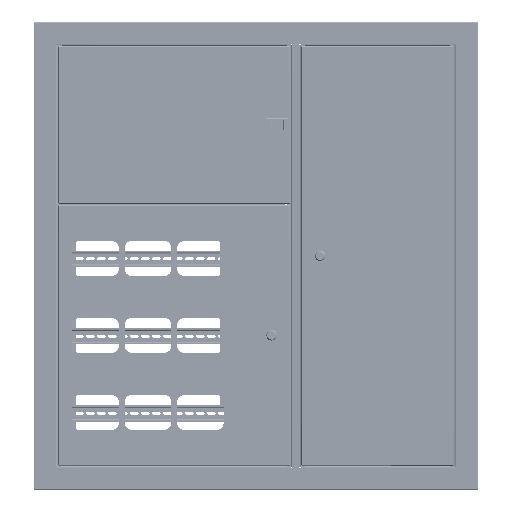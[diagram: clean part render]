
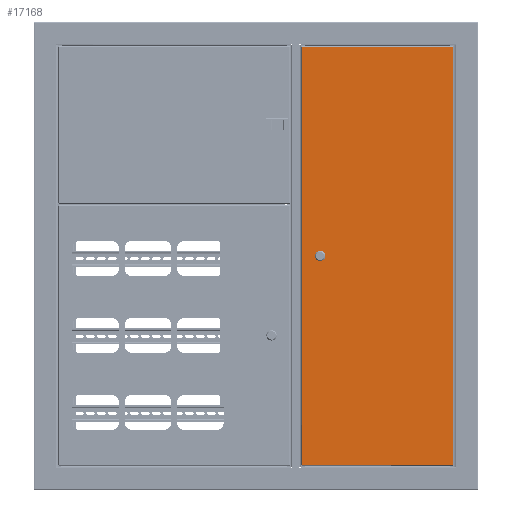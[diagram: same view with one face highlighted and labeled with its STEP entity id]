
A CAD part, top view. The second image highlights one B-rep face of the part: STEP entity #17168.
In plain terms, the highlighted planar face has unit normal (0, 0, 1).
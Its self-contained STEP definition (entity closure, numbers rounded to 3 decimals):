
#253 = CARTESIAN_POINT ( 'NONE',  ( 894.7, 0., 0. ) ) ;
#308 = CARTESIAN_POINT ( 'NONE',  ( 448.2, 40., 0. ) ) ;
#3315 = DIRECTION ( 'NONE',  ( 0., 0., 1. ) ) ;
#4419 = CARTESIAN_POINT ( 'NONE',  ( 0., 325.7, 0. ) ) ;
#4786 = CARTESIAN_POINT ( 'NONE',  ( 1.7, 1.7, 0. ) ) ;
#5904 = VERTEX_POINT ( 'NONE', #43389 ) ;
#6468 = ORIENTED_EDGE ( 'NONE', *, *, #55217, .T. ) ;
#6662 = LINE ( 'NONE', #17013, #58545 ) ;
#7240 = ORIENTED_EDGE ( 'NONE', *, *, #71412, .F. ) ;
#7313 = EDGE_LOOP ( 'NONE', ( #44935, #16035, #38160, #6468 ) ) ;
#10009 = CARTESIAN_POINT ( 'NONE',  ( 451.849, 31.5, 0. ) ) ;
#10031 = DIRECTION ( 'NONE',  ( 0., 0., 1. ) ) ;
#10781 = VERTEX_POINT ( 'NONE', #20957 ) ;
#10970 = DIRECTION ( 'NONE',  ( 0., 0., -1. ) ) ;
#11357 = FACE_OUTER_BOUND ( 'NONE', #7313, .T. ) ;
#11792 = AXIS2_PLACEMENT_3D ( 'NONE', #50978, #3315, #37572 ) ;
#12558 = LINE ( 'NONE', #253, #44328 ) ;
#12799 = AXIS2_PLACEMENT_3D ( 'NONE', #56180, #10031, #49662 ) ;
#13028 = VERTEX_POINT ( 'NONE', #74593 ) ;
#13152 = VERTEX_POINT ( 'NONE', #75726 ) ;
#14637 = VERTEX_POINT ( 'NONE', #39806 ) ;
#15952 = FACE_BOUND ( 'NONE', #18771, .T. ) ;
#16035 = ORIENTED_EDGE ( 'NONE', *, *, #67258, .T. ) ;
#17013 = CARTESIAN_POINT ( 'NONE',  ( 894.993, 324., 0. ) ) ;
#17168 = ADVANCED_FACE ( 'NONE', ( #15952, #11357 ), #27500, .F. ) ;
#17289 = VERTEX_POINT ( 'NONE', #75882 ) ;
#18771 = EDGE_LOOP ( 'NONE', ( #7240, #52807, #64647, #75706, #28307 ) ) ;
#20957 = CARTESIAN_POINT ( 'NONE',  ( 444.551, 48.5, 0. ) ) ;
#21384 = EDGE_CURVE ( 'NONE', #14637, #17289, #27489, .T. ) ;
#23518 = EDGE_CURVE ( 'NONE', #28194, #14637, #23996, .T. ) ;
#23996 = CIRCLE ( 'NONE', #11792, 9.25 ) ;
#24464 = EDGE_CURVE ( 'NONE', #13028, #5904, #6662, .T. ) ;
#24493 = DIRECTION ( 'NONE',  ( 1., 0., 0. ) ) ;
#25626 = CARTESIAN_POINT ( 'NONE',  ( 451.849, 48.5, 0. ) ) ;
#27489 = CIRCLE ( 'NONE', #12799, 9.25 ) ;
#27500 = PLANE ( 'NONE',  #51772 ) ;
#28194 = VERTEX_POINT ( 'NONE', #60799 ) ;
#28241 = DIRECTION ( 'NONE',  ( 1., 0., 0. ) ) ;
#28307 = ORIENTED_EDGE ( 'NONE', *, *, #43586, .F. ) ;
#29854 = DIRECTION ( 'NONE',  ( 0., 1., 0. ) ) ;
#30114 = CARTESIAN_POINT ( 'NONE',  ( 1.7, 324.293, 0. ) ) ;
#32991 = AXIS2_PLACEMENT_3D ( 'NONE', #308, #47229, #24493 ) ;
#37572 = DIRECTION ( 'NONE',  ( 1., 0., 0. ) ) ;
#38160 = ORIENTED_EDGE ( 'NONE', *, *, #24464, .T. ) ;
#39806 = CARTESIAN_POINT ( 'NONE',  ( 457.45, 40., 0. ) ) ;
#41073 = VERTEX_POINT ( 'NONE', #59814 ) ;
#43389 = CARTESIAN_POINT ( 'NONE',  ( 1.7, 324., 0. ) ) ;
#43586 = EDGE_CURVE ( 'NONE', #10781, #13152, #46491, .T. ) ;
#44328 = VECTOR ( 'NONE', #29854, 1000. ) ;
#44935 = ORIENTED_EDGE ( 'NONE', *, *, #51885, .T. ) ;
#46491 = CIRCLE ( 'NONE', #32991, 9.25 ) ;
#47229 = DIRECTION ( 'NONE',  ( 0., 0., 1. ) ) ;
#49662 = DIRECTION ( 'NONE',  ( 1., 0., 0. ) ) ;
#50757 = DIRECTION ( 'NONE',  ( 1., 0., 0. ) ) ;
#50978 = CARTESIAN_POINT ( 'NONE',  ( 448.2, 40., 0. ) ) ;
#51057 = EDGE_CURVE ( 'NONE', #13152, #28194, #62660, .T. ) ;
#51772 = AXIS2_PLACEMENT_3D ( 'NONE', #4419, #10970, #62875 ) ;
#51885 = EDGE_CURVE ( 'NONE', #55099, #41073, #63237, .T. ) ;
#52807 = ORIENTED_EDGE ( 'NONE', *, *, #21384, .F. ) ;
#55099 = VERTEX_POINT ( 'NONE', #69727 ) ;
#55217 = EDGE_CURVE ( 'NONE', #5904, #55099, #59348, .T. ) ;
#56180 = CARTESIAN_POINT ( 'NONE',  ( 448.2, 40., 0. ) ) ;
#56425 = DIRECTION ( 'NONE',  ( -1., 0., 0. ) ) ;
#58545 = VECTOR ( 'NONE', #59702, 1000. ) ;
#59348 = LINE ( 'NONE', #30114, #59755 ) ;
#59702 = DIRECTION ( 'NONE',  ( -1., 0., 0. ) ) ;
#59755 = VECTOR ( 'NONE', #72386, 1000. ) ;
#59814 = CARTESIAN_POINT ( 'NONE',  ( 894.7, 1.7, 0. ) ) ;
#60799 = CARTESIAN_POINT ( 'NONE',  ( 451.849, 31.5, 0. ) ) ;
#61738 = VECTOR ( 'NONE', #50757, 1000. ) ;
#61845 = VECTOR ( 'NONE', #28241, 1000. ) ;
#62660 = LINE ( 'NONE', #10009, #61738 ) ;
#62875 = DIRECTION ( 'NONE',  ( -1., 0., 0. ) ) ;
#63237 = LINE ( 'NONE', #4786, #61845 ) ;
#64647 = ORIENTED_EDGE ( 'NONE', *, *, #23518, .F. ) ;
#66708 = VECTOR ( 'NONE', #56425, 1000. ) ;
#67258 = EDGE_CURVE ( 'NONE', #41073, #13028, #12558, .T. ) ;
#69727 = CARTESIAN_POINT ( 'NONE',  ( 1.7, 1.7, 0. ) ) ;
#71412 = EDGE_CURVE ( 'NONE', #17289, #10781, #72562, .T. ) ;
#72386 = DIRECTION ( 'NONE',  ( 0., -1., 0. ) ) ;
#72562 = LINE ( 'NONE', #25626, #66708 ) ;
#74593 = CARTESIAN_POINT ( 'NONE',  ( 894.7, 324., 0. ) ) ;
#75706 = ORIENTED_EDGE ( 'NONE', *, *, #51057, .F. ) ;
#75726 = CARTESIAN_POINT ( 'NONE',  ( 444.551, 31.5, 0. ) ) ;
#75882 = CARTESIAN_POINT ( 'NONE',  ( 451.849, 48.5, 0. ) ) ;
